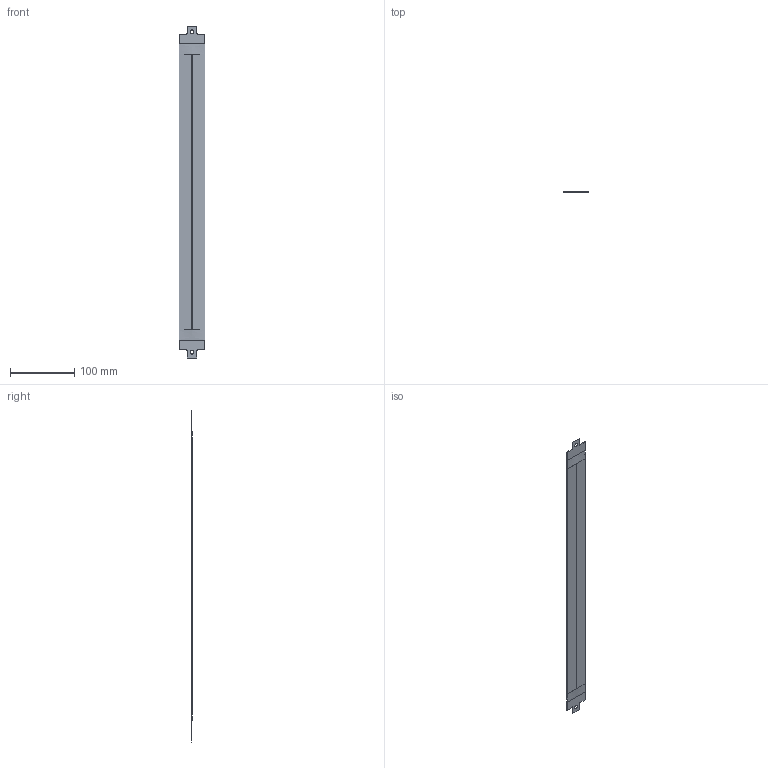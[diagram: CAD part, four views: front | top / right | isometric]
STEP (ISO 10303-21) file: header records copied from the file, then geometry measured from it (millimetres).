
FILE_DESCRIPTION (( 'STEP AP214' ), '1' );
FILE_NAME ('6049298_KSTP1.stp', '2018-04-13T14:03:07', ( '' ), ( '' ), 'SwSTEP 2.0', 'SolidWorks 2016', '' );
FILE_SCHEMA (( 'AUTOMOTIVE_DESIGN' ));
Length unit declared in the file: millimetre
Products named in the file (1): 6049298_KSTP1
Bounding box: 40 x 1.5 x 518 mm (x, y, z)
Volume: 10024.9 mm3; surface area: 40699.6 mm2
Topology: 1 solids, 1 shells, 34 faces, 96 edges, 64 vertices
Faces by surface type: plane 20, cylinder 10, bspline 4
Entity records: 1406 total; most frequent: CARTESIAN_POINT 487, ORIENTED_EDGE 192, DIRECTION 170, EDGE_CURVE 96, VECTOR 68, LINE 68, VERTEX_POINT 64, AXIS2_PLACEMENT_3D 51
